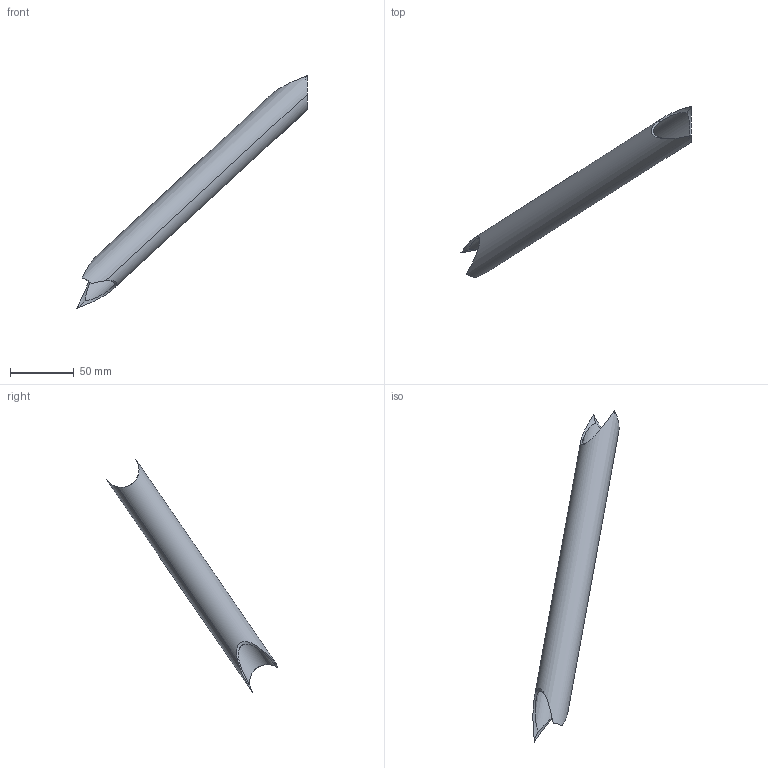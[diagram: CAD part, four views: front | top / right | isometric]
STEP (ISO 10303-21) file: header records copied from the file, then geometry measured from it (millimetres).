
FILE_DESCRIPTION(('CATIA V5 STEP Exchange'),'2;1');
FILE_NAME('Tube 2.stp','2024-01-12T10:39:39+00:00',('none'),('none'),'CATIA Version 5 Release 19 SP 2 (IN-10)','CATIA V5 STEP AP203','none');
FILE_SCHEMA(('CONFIG_CONTROL_DESIGN'));
Length unit declared in the file: millimetre
Products named in the file (1): Shape_002
Bounding box: 180.27 x 134.05 x 182.62 mm (x, y, z)
Volume: 28988.4 mm3; surface area: 39226.6 mm2
Topology: 1 solids, 1 shells, 12 faces, 37 edges, 25 vertices
Faces by surface type: cylinder 12
Entity records: 777 total; most frequent: CARTESIAN_POINT 457, ORIENTED_EDGE 74, EDGE_CURVE 37, DIRECTION 31, B_SPLINE_CURVE_WITH_KNOTS 30, VERTEX_POINT 25, AXIS2_PLACEMENT_3D 13, ADVANCED_FACE 12
